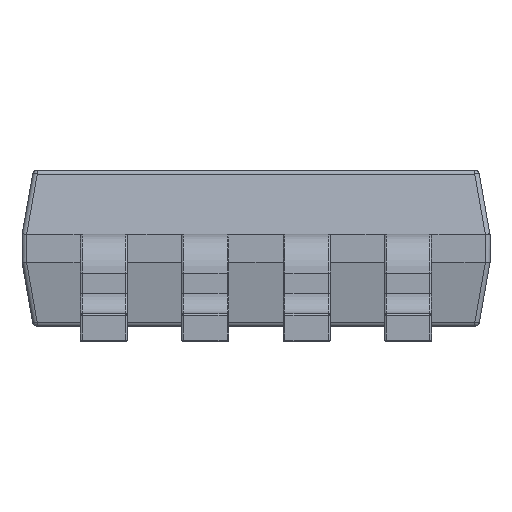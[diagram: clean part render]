
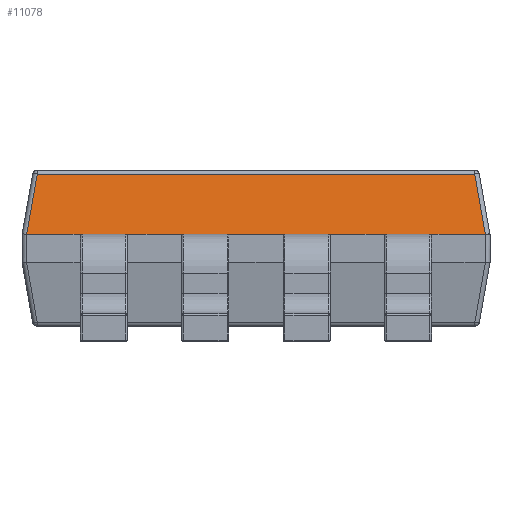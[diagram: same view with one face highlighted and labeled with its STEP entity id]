
A CAD part, front view. The second image highlights one B-rep face of the part: STEP entity #11078.
In plain terms, the highlighted planar face has unit normal (0, -0.985, 0.174).
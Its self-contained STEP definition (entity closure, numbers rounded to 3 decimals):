
#763=DIRECTION('',(-1.,0.,0.));
#764=VECTOR('',#763,0.37);
#765=CARTESIAN_POINT('',(-0.515,-1.48,0.73));
#766=LINE('',#765,#764);
#770=DIRECTION('',(-1.,0.,0.));
#771=VECTOR('',#770,0.28);
#772=CARTESIAN_POINT('',(-0.885,-1.48,0.73));
#773=LINE('',#772,#771);
#777=DIRECTION('',(-1.,0.,0.));
#778=VECTOR('',#777,0.355);
#779=CARTESIAN_POINT('',(-1.165,-1.48,0.73));
#780=LINE('',#779,#778);
#784=CARTESIAN_POINT('',(-1.52,-1.48,0.73));
#785=CARTESIAN_POINT('',(-1.52,-1.48,
0.73));
#786=CARTESIAN_POINT('',(-1.52,-1.48,
0.73));
#787=CARTESIAN_POINT('',(-1.52,-1.48,
0.73));
#792=DIRECTION('',(0.171,0.171,0.97));
#793=VECTOR('',#792,0.397);
#794=CARTESIAN_POINT('',(-1.52,-1.48,
0.73));
#795=LINE('',#794,#793);
#799=DIRECTION('',(1.,0.,0.));
#800=VECTOR('',#799,2.805);
#801=CARTESIAN_POINT('',(-1.453,-1.412,1.115));
#802=LINE('',#801,#800);
#806=DIRECTION('',(0.171,-0.171,-0.97));
#807=VECTOR('',#806,0.397);
#808=CARTESIAN_POINT('',(1.353,-1.412,1.115));
#809=LINE('',#808,#807);
#813=CARTESIAN_POINT('',(1.42,-1.48,0.73));
#814=CARTESIAN_POINT('',(1.42,-1.48,0.73));
#815=CARTESIAN_POINT('',(1.42,-1.48,0.73));
#816=CARTESIAN_POINT('',(1.42,-1.48,0.73));
#821=DIRECTION('',(-1.,0.,0.));
#822=VECTOR('',#821,0.355);
#823=CARTESIAN_POINT('',(1.42,-1.48,0.73));
#824=LINE('',#823,#822);
#828=DIRECTION('',(-1.,0.,0.));
#829=VECTOR('',#828,0.37);
#830=CARTESIAN_POINT('',(0.785,-1.48,0.73));
#831=LINE('',#830,#829);
#835=DIRECTION('',(-1.,0.,0.));
#836=VECTOR('',#835,0.37);
#837=CARTESIAN_POINT('',(0.135,-1.48,0.73));
#838=LINE('',#837,#836);
#995=DIRECTION('',(1.,0.,0.));
#996=VECTOR('',#995,0.28);
#997=CARTESIAN_POINT('',(-0.515,-1.48,0.73));
#998=LINE('',#997,#996);
#1609=DIRECTION('',(1.,0.,0.));
#1610=VECTOR('',#1609,0.28);
#1611=CARTESIAN_POINT('',(0.135,-1.48,0.73));
#1612=LINE('',#1611,#1610);
#2223=DIRECTION('',(1.,0.,0.));
#2224=VECTOR('',#2223,0.28);
#2225=CARTESIAN_POINT('',(0.785,-1.48,0.73));
#2226=LINE('',#2225,#2224);
#9517=CARTESIAN_POINT('',(-1.165,-1.48,0.73));
#9518=CARTESIAN_POINT('',(-1.52,-1.48,0.73));
#9519=VERTEX_POINT('',#9517);
#9520=VERTEX_POINT('',#9518);
#9541=CARTESIAN_POINT('',(-0.515,-1.48,0.73));
#9542=CARTESIAN_POINT('',(-0.885,-1.48,0.73));
#9543=VERTEX_POINT('',#9541);
#9544=VERTEX_POINT('',#9542);
#9627=CARTESIAN_POINT('',(-1.453,-1.412,
1.115));
#9628=VERTEX_POINT('',#9627);
#9635=CARTESIAN_POINT('',(1.353,-1.412,1.115));
#9636=VERTEX_POINT('',#9635);
#9639=CARTESIAN_POINT('',(1.42,-1.48,0.73));
#9641=VERTEX_POINT('',#9639);
#10166=CARTESIAN_POINT('',(0.135,-1.48,0.73));
#10167=VERTEX_POINT('',#10166);
#10258=CARTESIAN_POINT('',(0.785,-1.48,0.73));
#10259=VERTEX_POINT('',#10258);
#10699=CARTESIAN_POINT('',(0.415,-1.48,0.73));
#10700=VERTEX_POINT('',#10699);
#10701=CARTESIAN_POINT('',(1.065,-1.48,0.73));
#10702=VERTEX_POINT('',#10701);
#10703=VERTEX_POINT('',#813);
#10704=CARTESIAN_POINT('',(-0.235,-1.48,0.73));
#10705=VERTEX_POINT('',#10704);
#10707=VERTEX_POINT('',#787);
#11044=CARTESIAN_POINT('',(-1.55,-1.408,1.14));
#11045=DIRECTION('',(0.,0.985,-0.174));
#11046=DIRECTION('',(0.,0.174,0.985));
#11047=AXIS2_PLACEMENT_3D('',#11044,#11045,#11046);
#11048=PLANE('',#11047);
#11050=ORIENTED_EDGE('',*,*,#11049,.T.);
#11052=ORIENTED_EDGE('',*,*,#11051,.T.);
#11054=ORIENTED_EDGE('',*,*,#11053,.T.);
#11056=ORIENTED_EDGE('',*,*,#11055,.T.);
#11057=ORIENTED_EDGE('',*,*,#11035,.T.);
#11059=ORIENTED_EDGE('',*,*,#11058,.T.);
#11061=ORIENTED_EDGE('',*,*,#11060,.T.);
#11063=ORIENTED_EDGE('',*,*,#11062,.T.);
#11065=ORIENTED_EDGE('',*,*,#11064,.T.);
#11067=ORIENTED_EDGE('',*,*,#11066,.F.);
#11069=ORIENTED_EDGE('',*,*,#11068,.T.);
#11071=ORIENTED_EDGE('',*,*,#11070,.F.);
#11073=ORIENTED_EDGE('',*,*,#11072,.T.);
#11075=ORIENTED_EDGE('',*,*,#11074,.F.);
#11076=EDGE_LOOP('',(#11050,#11052,#11054,#11056,#11057,#11059,#11061,#11063,
#11065,#11067,#11069,#11071,#11073,#11075));
#11077=FACE_OUTER_BOUND('',#11076,.F.);
#11078=ADVANCED_FACE('',(#11077),#11048,.F.);
#788=B_SPLINE_CURVE_WITH_KNOTS('',3,(#784,#785,#786,#787),.UNSPECIFIED.,.T.,.F.,
(4,4),(0.,1.),.UNSPECIFIED.);
#817=B_SPLINE_CURVE_WITH_KNOTS('',3,(#813,#814,#815,#816),.UNSPECIFIED.,.T.,.F.,
(4,4),(0.,1.),.UNSPECIFIED.);
#11035=EDGE_CURVE('',#10707,#9628,#795,.T.);
#11049=EDGE_CURVE('',#9543,#9544,#766,.T.);
#11051=EDGE_CURVE('',#9544,#9519,#773,.T.);
#11053=EDGE_CURVE('',#9519,#9520,#780,.T.);
#11055=EDGE_CURVE('',#9520,#10707,#788,.T.);
#11058=EDGE_CURVE('',#9628,#9636,#802,.T.);
#11060=EDGE_CURVE('',#9636,#10703,#809,.T.);
#11062=EDGE_CURVE('',#10703,#9641,#817,.T.);
#11064=EDGE_CURVE('',#9641,#10702,#824,.T.);
#11066=EDGE_CURVE('',#10259,#10702,#2226,.T.);
#11068=EDGE_CURVE('',#10259,#10700,#831,.T.);
#11070=EDGE_CURVE('',#10167,#10700,#1612,.T.);
#11072=EDGE_CURVE('',#10167,#10705,#838,.T.);
#11074=EDGE_CURVE('',#9543,#10705,#998,.T.);
